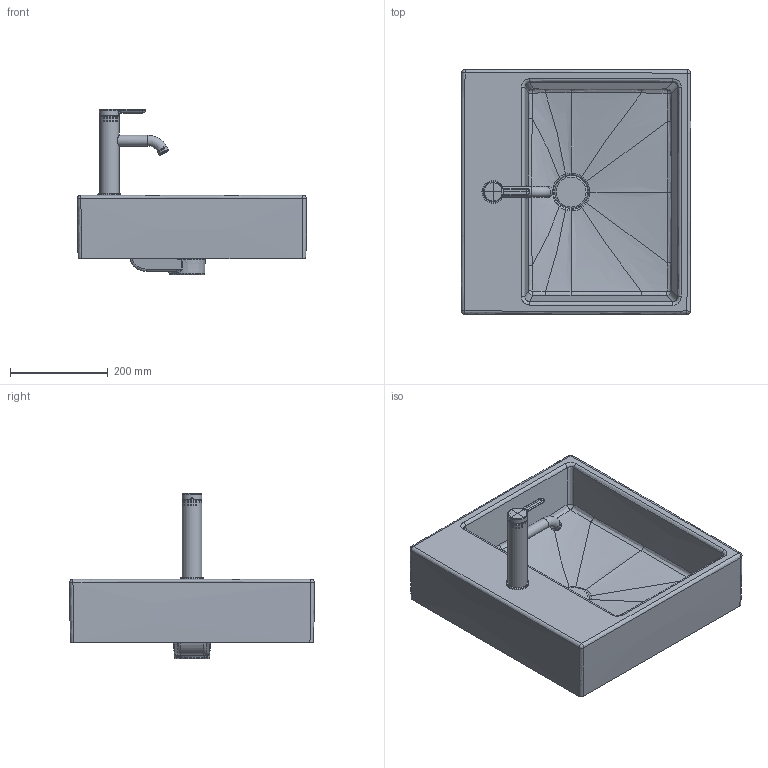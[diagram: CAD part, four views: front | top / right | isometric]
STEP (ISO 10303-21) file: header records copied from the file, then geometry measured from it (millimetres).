
FILE_DESCRIPTION((''),'2;1');
FILE_NAME('235250.stp','2017-07-06T15:11:47',('Administrator'),(''),'Autodesk Inventor 2011','Autodesk Inventor 2011','');
FILE_SCHEMA(('CONFIG_CONTROL_DESIGN'));
Length unit declared in the file: millimetre
Products named in the file (10): 235250; Kelch_Stopfen VERO AIR Bgr; Armatur C1 WT; 509115_ASM; 615832; 615833; 636748; 615729; 615737
Assembly tree (9 placements, depth 4):
  235250
    235250
    Kelch_Stopfen VERO AIR Bgr
    Armatur C1 WT
      509115_ASM
        615832
        615833
      636748
      615729
      615737
Bounding box: 468.7 x 500.2 x 337.45 mm (x, y, z)
Volume: 11692957.7 mm3; surface area: 1024580.9 mm2
Topology: 8 solids, 11 shells, 484 faces, 1116 edges, 663 vertices
Faces by surface type: bspline 223, plane 107, cylinder 103, torus 18, sphere 18, cone 15
Full cylindrical faces by diameter (mm): 6 x1, 13 x2, 16 x1, 16.5 x2, 17.3 x1, 17.55 x1, 18.5 x2, 18.75 x1, 22 x2, 24 x1, 27.189 x1, 30.452 x1, 34 x1, 34.5 x1, 35 x1, 35.4 x1, 35.5 x1, 36.324 x1, 36.9 x4, 37.3 x1, 37.6 x1, 40 x2, 42.5 x1, 42.668 x1, 45.096 x1, 46 x1, 67.165 x1
Entity records: 42524 total; most frequent: CARTESIAN_POINT 32319, ORIENTED_EDGE 2068, DIRECTION 1629, EDGE_CURVE 1034, AXIS2_PLACEMENT_3D 683, VERTEX_POINT 647, EDGE_LOOP 579, FACE_OUTER_BOUND 484
